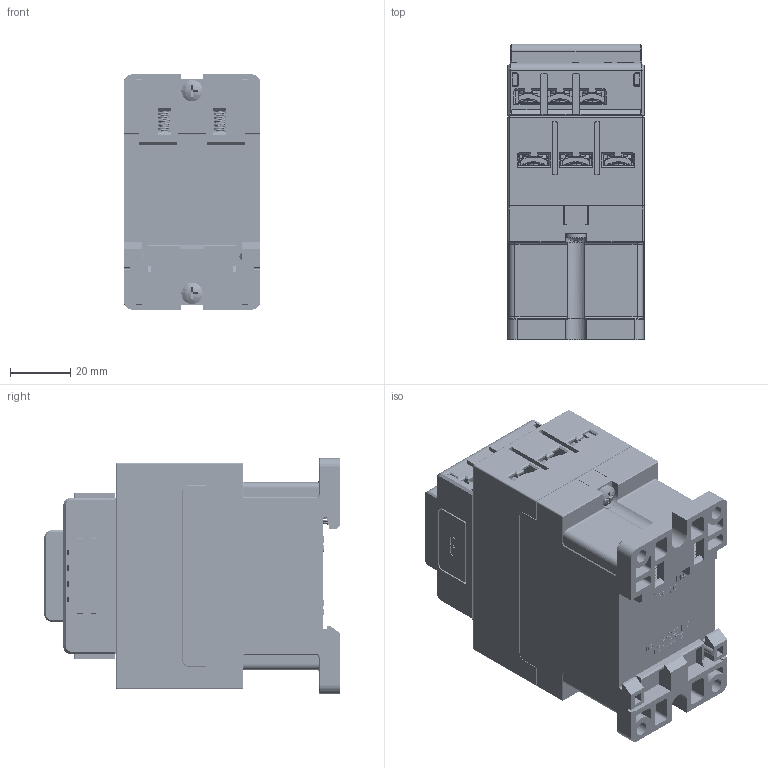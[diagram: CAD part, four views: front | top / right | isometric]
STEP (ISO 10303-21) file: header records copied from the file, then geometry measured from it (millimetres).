
FILE_DESCRIPTION((''),'2;1');
FILE_NAME('091811_1','2023-09-18T',('yawen.shi'),(''),'PRO/ENGINEER BY PARAMETRIC TECHNOLOGY CORPORATION, 2015440','PRO/ENGINEER BY PARAMETRIC TECHNOLOGY CORPORATION, 2015440','');
FILE_SCHEMA(('CONFIG_CONTROL_DESIGN'));
Products named in the file (1): 091811_1
Bounding box: 45 x 97.8 x 78 mm (x, y, z)
Volume: 86081.3 mm3; surface area: 129890 mm2
Topology: 3 solids, 7 shells, 8916 faces, 25243 edges, 16385 vertices
Faces by surface type: plane 6432, cylinder 1235, extrusion 731, cone 204, torus 168, bspline 138, sphere 8
Entity records: 306844 total; most frequent: CARTESIAN_POINT 77679, ORIENTED_EDGE 50470, DIRECTION 42836, EDGE_CURVE 25235, VECTOR 20486, LINE 19755, VERTEX_POINT 16385, AXIS2_PLACEMENT_3D 11175
